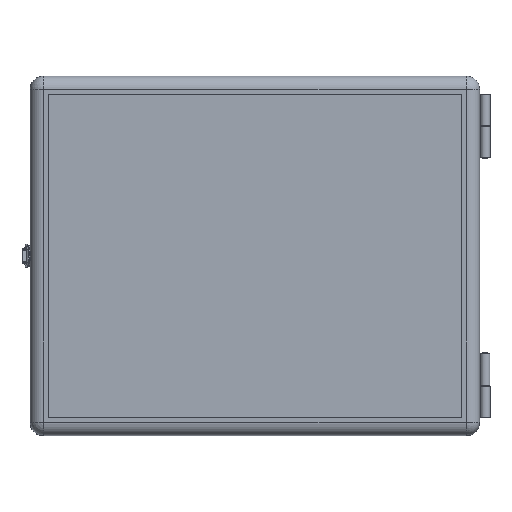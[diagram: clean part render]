
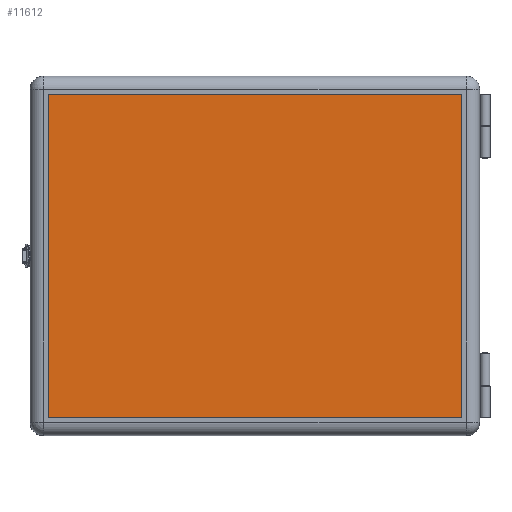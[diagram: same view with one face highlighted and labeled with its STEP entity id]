
A CAD part, top view. The second image highlights one B-rep face of the part: STEP entity #11612.
In plain terms, the highlighted face is planar.
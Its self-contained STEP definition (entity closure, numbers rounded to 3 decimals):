
#1852 = LINE ( 'NONE', #1911, #2320 ) ;
#1908 = LINE ( 'NONE', #1923, #2341 ) ;
#1911 = CARTESIAN_POINT ( 'NONE',  ( -230., -183.5, 0. ) ) ;
#1912 = DIRECTION ( 'NONE',  ( 0., -1., 0. ) ) ;
#1923 = CARTESIAN_POINT ( 'NONE',  ( -233.5, 180., 0. ) ) ;
#1925 = DIRECTION ( 'NONE',  ( -1., 0., 0. ) ) ;
#1928 = LINE ( 'NONE', #1930, #2344 ) ;
#1930 = CARTESIAN_POINT ( 'NONE',  ( -233.5, -180., 0. ) ) ;
#1931 = DIRECTION ( 'NONE',  ( 1., 0., 0. ) ) ;
#1937 = LINE ( 'NONE', #1938, #2347 ) ;
#1938 = CARTESIAN_POINT ( 'NONE',  ( 230., -183.5, 0. ) ) ;
#1939 = DIRECTION ( 'NONE',  ( 0., 1., 0. ) ) ;
#2320 = VECTOR ( 'NONE', #1912, 1000. ) ;
#2341 = VECTOR ( 'NONE', #1925, 1000. ) ;
#2344 = VECTOR ( 'NONE', #1931, 1000. ) ;
#2347 = VECTOR ( 'NONE', #1939, 1000. ) ;
#4202 = CARTESIAN_POINT ( 'NONE',  ( -230., -180., 0. ) ) ;
#11612 = ADVANCED_FACE ( 'NONE', ( #43240 ), #43241, .F. ) ;
#21628 = CARTESIAN_POINT ( 'NONE',  ( 230., 180., 0. ) ) ;
#21788 = CARTESIAN_POINT ( 'NONE',  ( -230., 180., 0. ) ) ;
#22048 = CARTESIAN_POINT ( 'NONE',  ( 230., -180., 0. ) ) ;
#26402 = EDGE_CURVE ( 'NONE', #57273, #30201, #1852, .T. ) ;
#26406 = EDGE_CURVE ( 'NONE', #57118, #57273, #1908, .T. ) ;
#26408 = EDGE_CURVE ( 'NONE', #30201, #57423, #1928, .T. ) ;
#26411 = EDGE_CURVE ( 'NONE', #57423, #57118, #1937, .T. ) ;
#29831 = ORIENTED_EDGE ( 'NONE', *, *, #26402, .F. ) ;
#29832 = ORIENTED_EDGE ( 'NONE', *, *, #26406, .F. ) ;
#29833 = ORIENTED_EDGE ( 'NONE', *, *, #26411, .F. ) ;
#29834 = ORIENTED_EDGE ( 'NONE', *, *, #26408, .F. ) ;
#30201 = VERTEX_POINT ( 'NONE', #4202 ) ;
#34953 = EDGE_LOOP ( 'NONE', ( #29831, #29832, #29833, #29834 ) ) ;
#40722 = AXIS2_PLACEMENT_3D ( 'NONE', #43232, #43243, #43244 ) ;
#43232 = CARTESIAN_POINT ( 'NONE',  ( -233.5, -183.5, 0. ) ) ;
#43240 = FACE_OUTER_BOUND ( 'NONE', #34953, .T. ) ;
#43241 = PLANE ( 'NONE',  #40722 ) ;
#43243 = DIRECTION ( 'NONE',  ( 0., 0., 1. ) ) ;
#43244 = DIRECTION ( 'NONE',  ( 1., 0., 0. ) ) ;
#57118 = VERTEX_POINT ( 'NONE', #21628 ) ;
#57273 = VERTEX_POINT ( 'NONE', #21788 ) ;
#57423 = VERTEX_POINT ( 'NONE', #22048 ) ;
